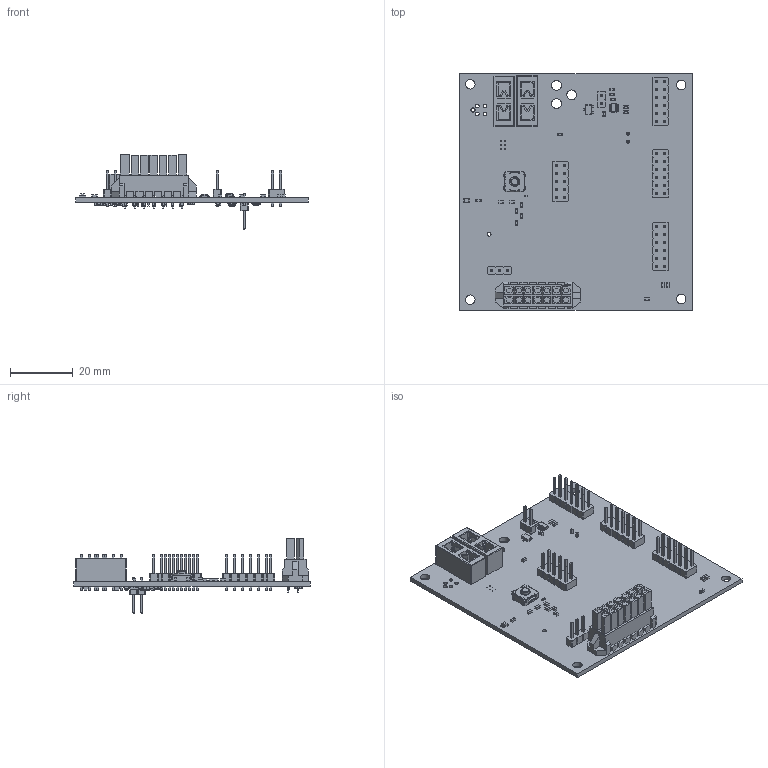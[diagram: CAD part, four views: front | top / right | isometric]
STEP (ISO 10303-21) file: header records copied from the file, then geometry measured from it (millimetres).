
FILE_DESCRIPTION(('KiCad electronic assembly'),'2;1');
FILE_NAME('TSOMProject.step','2026-02-08T14:36:30',('Pcbnew'),('Kicad'), 'Open CASCADE STEP processor 7.9','KiCad to STEP converter','Unknown' );
FILE_SCHEMA(('AUTOMOTIVE_DESIGN { 1 0 10303 214 1 1 1 1 }'));
Length unit declared in the file: millimetre
Products named in the file (18): TSOMProject 1; kicad_embedded_75855460F7EEAB49F223456EA915E91B; BODY-SO; LEAD-SO; PinHeader_2x05_P2.54mm_Vertical; C_0603_1608Metric; PinHeader_2x06_P2.54mm_Vertical; PinHeader_1x03_P2.54mm_Vertical; SW_SPST_B3SL-1002P; LED_0603_1608Metric; SOT-23W; Fuseholder_Blade_Mini_Keystone_3568; kicad_embedded_8122B513EA4FF735A6197B44FCE74C8F; PinHeader_1x02_P2.54mm_Vertical; R_0402_1005Metric; LED_0805_2012Metric; SOT-363_SC-70-6; TSOMProject_PCB
Assembly tree (66 placements, depth 3):
  TSOMProject 1
    kicad_embedded_75855460F7EEAB49F223456EA915E91B  x2
      BODY-SO
      LEAD-SO
    PinHeader_2x05_P2.54mm_Vertical
    C_0603_1608Metric  x33
    PinHeader_2x06_P2.54mm_Vertical  x3
    PinHeader_1x03_P2.54mm_Vertical
    SW_SPST_B3SL-1002P
    LED_0603_1608Metric  x5
    SOT-23W  x2
    Fuseholder_Blade_Mini_Keystone_3568  x2
    kicad_embedded_8122B513EA4FF735A6197B44FCE74C8F
    PinHeader_1x02_P2.54mm_Vertical  x2
    R_0402_1005Metric
    LED_0805_2012Metric
    SOT-363_SC-70-6
    TSOMProject_PCB
Bounding box: 73.95 x 75.2 x 23.82 mm (x, y, z)
Volume: 12389 mm3; surface area: 18469.8 mm2
Topology: 73 solids, 73 shells, 4091 faces, 10423 edges, 6682 vertices
Faces by surface type: plane 3205, cylinder 813, bspline 48, sphere 24, torus 1
Full cylindrical faces by diameter (mm): 0.2 x6, 1 x53, 1.067 x14, 1.194 x1, 1.2 x4, 1.3 x1, 1.78 x8, 2.413 x2, 2.5 x1, 3 x4, 3.1 x3, 3.2 x1, 6.1 x1
Entity records: 68862 total; most frequent: CARTESIAN_POINT 10664, ORIENTED_EDGE 10110, DIRECTION 9613, EDGE_CURVE 5053, LINE 4369, VECTOR 4369, VERTEX_POINT 3201, AXIS2_PLACEMENT_3D 2622
